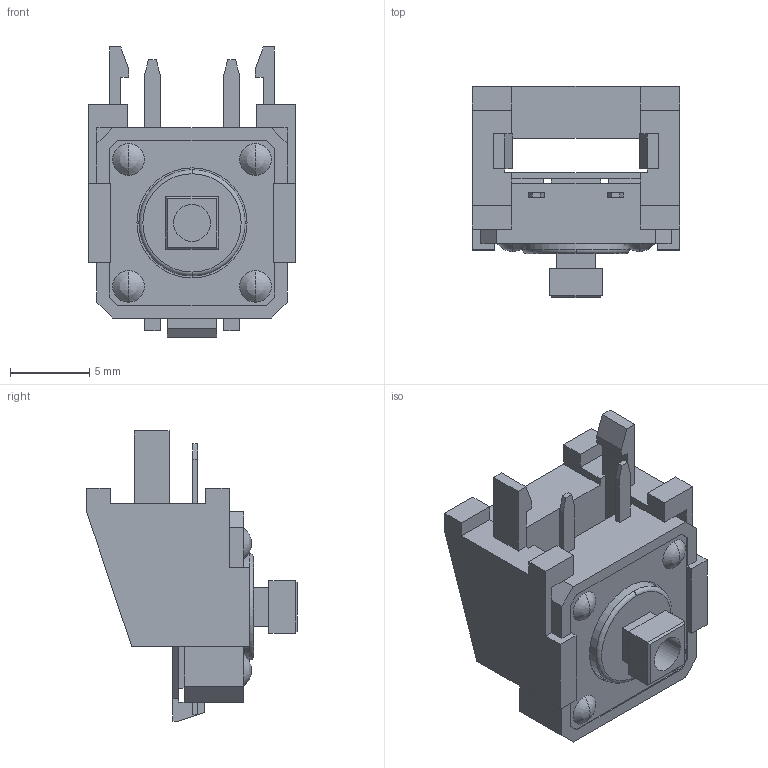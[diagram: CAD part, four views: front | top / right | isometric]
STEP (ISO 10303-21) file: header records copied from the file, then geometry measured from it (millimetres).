
FILE_DESCRIPTION (( 'STEP AP214' ), '1' );
FILE_NAME ('TL1100CF160Q.STEP', '2023-03-06T10:39:03', ( '' ), ( '' ), 'SwSTEP 2.0', 'SolidWorks 2021', '' );
FILE_SCHEMA (( 'AUTOMOTIVE_DESIGN' ));
Length unit declared in the file: inch
Products named in the file (1): TL1100CF160Q
Bounding box: 13.1 x 13.3 x 18.3 mm (x, y, z)
Volume: 921.7 mm3; surface area: 1677.4 mm2
Topology: 1 solids, 1 shells, 307 faces, 853 edges, 546 vertices
Faces by surface type: plane 237, cylinder 48, bspline 12, torus 8, cone 2
Entity records: 9945 total; most frequent: CARTESIAN_POINT 2103, ORIENTED_EDGE 1682, DIRECTION 1519, EDGE_CURVE 841, LINE 683, VECTOR 683, VERTEX_POINT 546, AXIS2_PLACEMENT_3D 418
